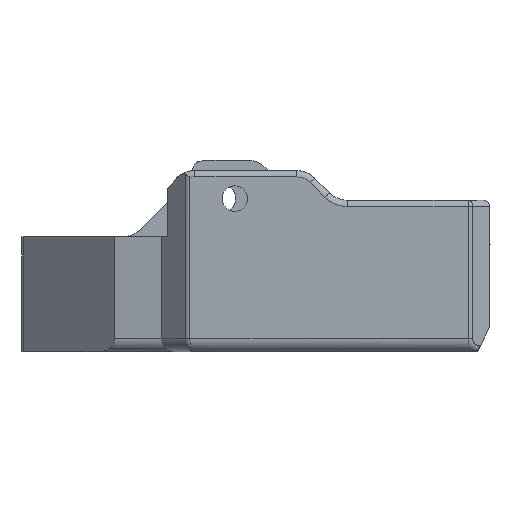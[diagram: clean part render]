
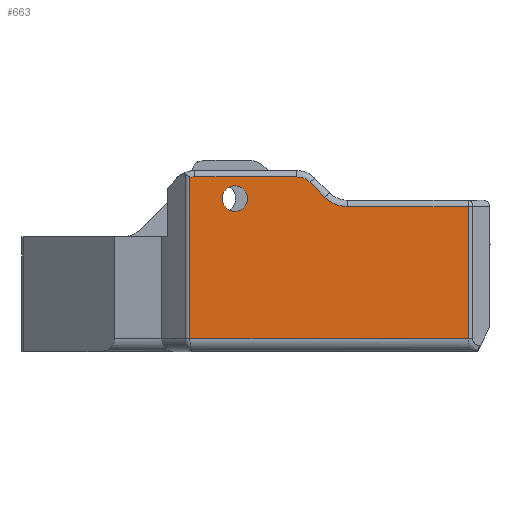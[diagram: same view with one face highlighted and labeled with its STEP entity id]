
A CAD part, left-side view. The second image highlights one B-rep face of the part: STEP entity #663.
In plain terms, the highlighted planar face has unit normal (-1, 0, 0).
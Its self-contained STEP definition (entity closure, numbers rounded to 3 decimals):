
#94 = EDGE_CURVE ( 'NONE', #4111, #1459, #6856, .T. ) ;
#136 = CIRCLE ( 'NONE', #526, 2.5 ) ;
#460 = DIRECTION ( 'NONE',  ( 0., 0., 1. ) ) ;
#526 = AXIS2_PLACEMENT_3D ( 'NONE', #12329, #614, #678 ) ;
#559 = AXIS2_PLACEMENT_3D ( 'NONE', #1969, #972, #3862 ) ;
#614 = DIRECTION ( 'NONE',  ( 1., 0., 0. ) ) ;
#617 = VECTOR ( 'NONE', #7162, 1000. ) ;
#663 = ADVANCED_FACE ( 'NONE', ( #2087, #5769 ), #7940, .T. ) ;
#678 = DIRECTION ( 'NONE',  ( 0., 0., 1. ) ) ;
#708 = DIRECTION ( 'NONE',  ( 0., 0., 1. ) ) ;
#794 = CARTESIAN_POINT ( 'NONE',  ( -23.75, -30.043, 19.446 ) ) ;
#972 = DIRECTION ( 'NONE',  ( -1., 0., 0. ) ) ;
#1202 = ORIENTED_EDGE ( 'NONE', *, *, #1377, .F. ) ;
#1281 = CIRCLE ( 'NONE', #10121, 1.5 ) ;
#1377 = EDGE_CURVE ( 'NONE', #3151, #10603, #3176, .T. ) ;
#1459 = VERTEX_POINT ( 'NONE', #6868 ) ;
#1482 = DIRECTION ( 'NONE',  ( 0., 0., 1. ) ) ;
#1516 = CARTESIAN_POINT ( 'NONE',  ( -23.75, -20.578, 11.37 ) ) ;
#1774 = DIRECTION ( 'NONE',  ( -1., 0., 0. ) ) ;
#1830 = CIRCLE ( 'NONE', #10086, 1.5 ) ;
#1875 = ORIENTED_EDGE ( 'NONE', *, *, #94, .T. ) ;
#1885 = LINE ( 'NONE', #5748, #3101 ) ;
#1923 = ORIENTED_EDGE ( 'NONE', *, *, #7859, .T. ) ;
#1969 = CARTESIAN_POINT ( 'NONE',  ( -23.75, 0.946, 19.446 ) ) ;
#2042 = ORIENTED_EDGE ( 'NONE', *, *, #12436, .T. ) ;
#2087 = FACE_BOUND ( 'NONE', #5953, .T. ) ;
#2162 = ORIENTED_EDGE ( 'NONE', *, *, #2362, .T. ) ;
#2166 = DIRECTION ( 'NONE',  ( 0., 0., 1. ) ) ;
#2240 = EDGE_CURVE ( 'NONE', #11960, #2346, #1885, .T. ) ;
#2346 = VERTEX_POINT ( 'NONE', #2546 ) ;
#2350 = VECTOR ( 'NONE', #4968, 1000. ) ;
#2362 = EDGE_CURVE ( 'NONE', #1459, #6832, #1281, .T. ) ;
#2408 = CARTESIAN_POINT ( 'NONE',  ( -23.75, -8.234, 19.446 ) ) ;
#2546 = CARTESIAN_POINT ( 'NONE',  ( -23.75, -17.652, 13.261 ) ) ;
#2674 = EDGE_CURVE ( 'NONE', #9422, #12095, #3740, .T. ) ;
#2711 = VERTEX_POINT ( 'NONE', #3606 ) ;
#2892 = EDGE_CURVE ( 'NONE', #10603, #3151, #6527, .T. ) ;
#2933 = CARTESIAN_POINT ( 'NONE',  ( -23.75, -30.043, 1. ) ) ;
#2989 = CARTESIAN_POINT ( 'NONE',  ( -23.75, -8.234, 1. ) ) ;
#3101 = VECTOR ( 'NONE', #5867, 1000. ) ;
#3132 = VECTOR ( 'NONE', #4643, 1000. ) ;
#3151 = VERTEX_POINT ( 'NONE', #7808 ) ;
#3176 = CIRCLE ( 'NONE', #6820, 1. ) ;
#3229 = CARTESIAN_POINT ( 'NONE',  ( -23.75, -16.592, 12.2 ) ) ;
#3369 = DIRECTION ( 'NONE',  ( -1., 0., 0. ) ) ;
#3606 = CARTESIAN_POINT ( 'NONE',  ( -23.75, -20.578, 11.37 ) ) ;
#3740 = LINE ( 'NONE', #7588, #9327 ) ;
#3862 = DIRECTION ( 'NONE',  ( 0., 0., 1. ) ) ;
#4070 = EDGE_LOOP ( 'NONE', ( #2162, #9916, #8964, #2042, #6031, #6706, #6825, #1923, #1875 ) ) ;
#4111 = VERTEX_POINT ( 'NONE', #5619 ) ;
#4370 = DIRECTION ( 'NONE',  ( -1., 0., 0. ) ) ;
#4426 = CARTESIAN_POINT ( 'NONE',  ( -23.75, -11.75, 12. ) ) ;
#4643 = DIRECTION ( 'NONE',  ( 0., 0., 1. ) ) ;
#4721 = AXIS2_PLACEMENT_3D ( 'NONE', #8968, #1774, #708 ) ;
#4968 = DIRECTION ( 'NONE',  ( 0., 1., 0. ) ) ;
#5212 = CARTESIAN_POINT ( 'NONE',  ( -23.75, -30.043, 11.37 ) ) ;
#5559 = CARTESIAN_POINT ( 'NONE',  ( -23.75, -11.75, 13. ) ) ;
#5593 = LINE ( 'NONE', #794, #3132 ) ;
#5619 = CARTESIAN_POINT ( 'NONE',  ( -23.75, -16.592, 13.7 ) ) ;
#5748 = CARTESIAN_POINT ( 'NONE',  ( -23.75, -17.652, 13.261 ) ) ;
#5769 = FACE_OUTER_BOUND ( 'NONE', #4070, .T. ) ;
#5867 = DIRECTION ( 'NONE',  ( 0., 0.707, 0.707 ) ) ;
#5953 = EDGE_LOOP ( 'NONE', ( #12340, #1202 ) ) ;
#6031 = ORIENTED_EDGE ( 'NONE', *, *, #11577, .T. ) ;
#6453 = EDGE_CURVE ( 'NONE', #2711, #11960, #136, .T. ) ;
#6527 = CIRCLE ( 'NONE', #4721, 1. ) ;
#6674 = CARTESIAN_POINT ( 'NONE',  ( -23.75, -18.811, 12.102 ) ) ;
#6706 = ORIENTED_EDGE ( 'NONE', *, *, #6453, .T. ) ;
#6820 = AXIS2_PLACEMENT_3D ( 'NONE', #4426, #4370, #460 ) ;
#6825 = ORIENTED_EDGE ( 'NONE', *, *, #2240, .T. ) ;
#6832 = VERTEX_POINT ( 'NONE', #9233 ) ;
#6856 = LINE ( 'NONE', #10687, #2350 ) ;
#6868 = CARTESIAN_POINT ( 'NONE',  ( -23.75, -8.619, 13.7 ) ) ;
#7162 = DIRECTION ( 'NONE',  ( 0., 0., -1. ) ) ;
#7289 = CARTESIAN_POINT ( 'NONE',  ( -23.75, -8.619, 12.2 ) ) ;
#7588 = CARTESIAN_POINT ( 'NONE',  ( -23.75, -30.25, 1. ) ) ;
#7748 = VECTOR ( 'NONE', #12224, 1000. ) ;
#7808 = CARTESIAN_POINT ( 'NONE',  ( -23.75, -11.75, 11. ) ) ;
#7859 = EDGE_CURVE ( 'NONE', #2346, #4111, #1830, .T. ) ;
#7875 = VERTEX_POINT ( 'NONE', #5212 ) ;
#7940 = PLANE ( 'NONE',  #559 ) ;
#8190 = LINE ( 'NONE', #1516, #7748 ) ;
#8964 = ORIENTED_EDGE ( 'NONE', *, *, #2674, .T. ) ;
#8968 = CARTESIAN_POINT ( 'NONE',  ( -23.75, -11.75, 12. ) ) ;
#9046 = LINE ( 'NONE', #2408, #617 ) ;
#9233 = CARTESIAN_POINT ( 'NONE',  ( -23.75, -8.234, 13.65 ) ) ;
#9327 = VECTOR ( 'NONE', #11177, 1000. ) ;
#9422 = VERTEX_POINT ( 'NONE', #2989 ) ;
#9474 = EDGE_CURVE ( 'NONE', #6832, #9422, #9046, .T. ) ;
#9916 = ORIENTED_EDGE ( 'NONE', *, *, #9474, .T. ) ;
#10086 = AXIS2_PLACEMENT_3D ( 'NONE', #3229, #10806, #2166 ) ;
#10121 = AXIS2_PLACEMENT_3D ( 'NONE', #7289, #3369, #1482 ) ;
#10603 = VERTEX_POINT ( 'NONE', #5559 ) ;
#10687 = CARTESIAN_POINT ( 'NONE',  ( -23.75, -8.619, 13.7 ) ) ;
#10806 = DIRECTION ( 'NONE',  ( -1., 0., 0. ) ) ;
#11177 = DIRECTION ( 'NONE',  ( 0., -1., 0. ) ) ;
#11577 = EDGE_CURVE ( 'NONE', #7875, #2711, #8190, .T. ) ;
#11960 = VERTEX_POINT ( 'NONE', #6674 ) ;
#12095 = VERTEX_POINT ( 'NONE', #2933 ) ;
#12224 = DIRECTION ( 'NONE',  ( 0., 1., 0. ) ) ;
#12329 = CARTESIAN_POINT ( 'NONE',  ( -23.75, -20.578, 13.87 ) ) ;
#12340 = ORIENTED_EDGE ( 'NONE', *, *, #2892, .F. ) ;
#12436 = EDGE_CURVE ( 'NONE', #12095, #7875, #5593, .T. ) ;
